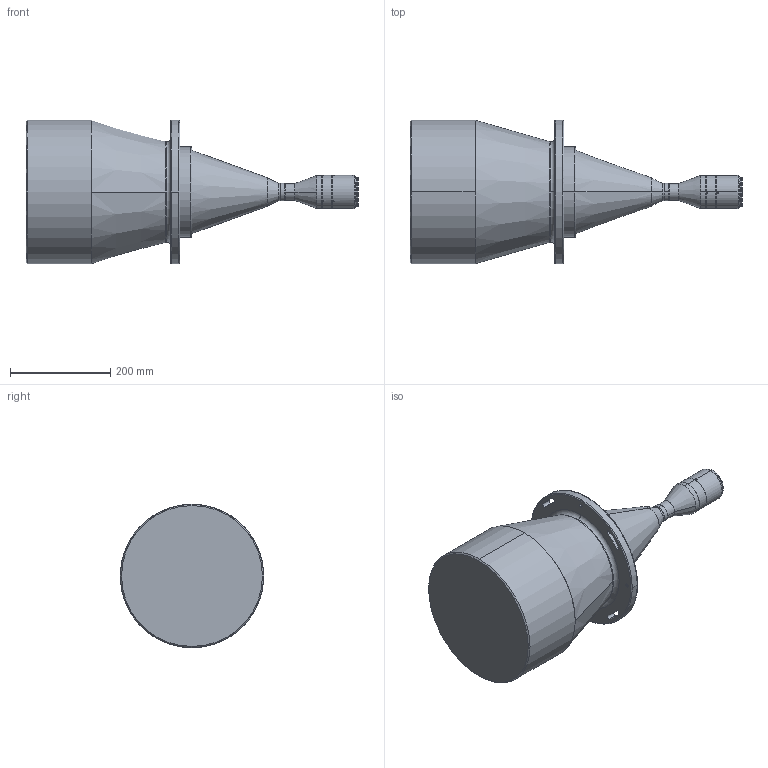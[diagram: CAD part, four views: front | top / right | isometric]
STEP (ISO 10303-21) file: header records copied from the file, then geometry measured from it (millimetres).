
FILE_DESCRIPTION (( 'STEP AP203' ), '1' );
FILE_NAME ('DTCM71M-240H-M58-AL.STEP', '2019-11-14T07:30:06', ( 'Windows 蚚誧' ), ( '' ), 'SwSTEP 2.0', 'SolidWorks 2017', '' );
FILE_SCHEMA (( 'CONFIG_CONTROL_DESIGN' ));
Length unit declared in the file: millimetre
Products named in the file (1): DTCM71M-240H-M58-AL
Bounding box: 662.2 x 286 x 286 mm (x, y, z)
Volume: 19421270.7 mm3; surface area: 504595.4 mm2
Topology: 1 solids, 1 shells, 123 faces, 300 edges, 182 vertices
Faces by surface type: cylinder 66, cone 30, bspline 14, plane 11, torus 2
Entity records: 4005 total; most frequent: CARTESIAN_POINT 1068, DIRECTION 636, ORIENTED_EDGE 576, EDGE_CURVE 288, AXIS2_PLACEMENT_3D 270, VERTEX_POINT 182, CIRCLE 160, EDGE_LOOP 154
